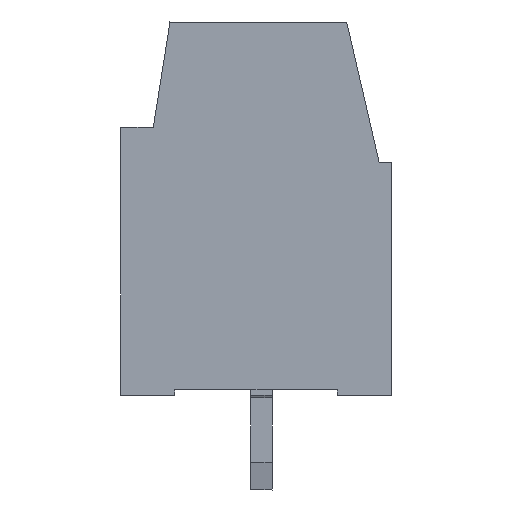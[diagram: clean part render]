
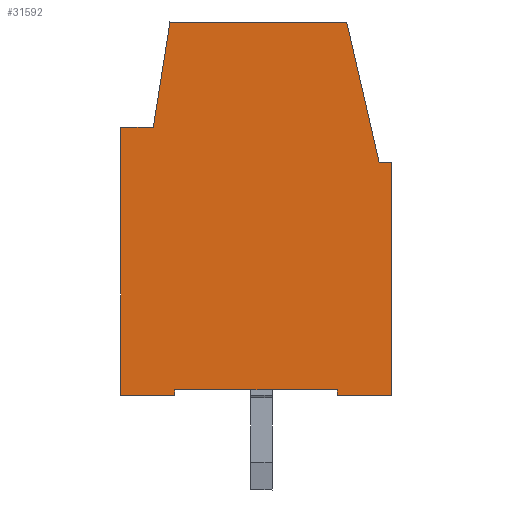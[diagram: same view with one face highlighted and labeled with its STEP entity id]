
A CAD part, left-side view. The second image highlights one B-rep face of the part: STEP entity #31592.
In plain terms, the highlighted planar face has unit normal (-1, 0, 0).
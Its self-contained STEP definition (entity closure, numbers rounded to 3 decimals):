
#31500=AXIS2_PLACEMENT_3D('Plane Axis2P3D',#31497,#31498,#31499) ;
#31108=CARTESIAN_POINT('Vertex',(0.,0.,12.101)) ;
#31111=CARTESIAN_POINT('Line Origine',(0.,0.,7.8)) ;
#31115=CARTESIAN_POINT('Vertex',(0.,0.,3.5)) ;
#31481=CARTESIAN_POINT('Vertex',(0.,0.445,12.1)) ;
#31484=CARTESIAN_POINT('Line Origine',(0.,0.223,12.1)) ;
#31497=CARTESIAN_POINT('Axis2P3D Location',(0.,3.449,14.)) ;
#31502=CARTESIAN_POINT('Line Origine',(0.,1.027,14.623)) ;
#31506=CARTESIAN_POINT('Vertex',(0.,1.609,17.145)) ;
#31509=CARTESIAN_POINT('Line Origine',(0.,1.627,17.223)) ;
#31513=CARTESIAN_POINT('Vertex',(0.,1.645,17.3)) ;
#31516=CARTESIAN_POINT('Line Origine',(0.,4.913,17.3)) ;
#31520=CARTESIAN_POINT('Vertex',(0.,8.181,17.301)) ;
#31523=CARTESIAN_POINT('Line Origine',(0.,8.49,15.351)) ;
#31527=CARTESIAN_POINT('Vertex',(0.,8.799,13.401)) ;
#31530=CARTESIAN_POINT('Line Origine',(0.,9.399,13.401)) ;
#31534=CARTESIAN_POINT('Vertex',(0.,9.999,13.401)) ;
#31537=CARTESIAN_POINT('Line Origine',(0.,10.,8.451)) ;
#31541=CARTESIAN_POINT('Vertex',(0.,10.,3.501)) ;
#31544=CARTESIAN_POINT('Line Origine',(0.,9.,3.501)) ;
#31548=CARTESIAN_POINT('Vertex',(0.,8.,3.501)) ;
#31551=CARTESIAN_POINT('Line Origine',(0.,8.,3.601)) ;
#31555=CARTESIAN_POINT('Vertex',(0.,8.,3.701)) ;
#31558=CARTESIAN_POINT('Line Origine',(0.,5.,3.7)) ;
#31562=CARTESIAN_POINT('Vertex',(0.,2.,3.7)) ;
#31565=CARTESIAN_POINT('Line Origine',(0.,2.,3.6)) ;
#31569=CARTESIAN_POINT('Vertex',(0.,2.,3.5)) ;
#31572=CARTESIAN_POINT('Line Origine',(0.,1.,3.5)) ;
#31112=DIRECTION('Vector Direction',(0.,0.,1.)) ;
#31485=DIRECTION('Vector Direction',(0.,-1.,0.001)) ;
#31498=DIRECTION('Axis2P3D Direction',(1.,0.,0.)) ;
#31499=DIRECTION('Axis2P3D XDirection',(0.,1.,0.)) ;
#31503=DIRECTION('Vector Direction',(0.,0.225,0.974)) ;
#31510=DIRECTION('Vector Direction',(0.,0.225,0.974)) ;
#31517=DIRECTION('Vector Direction',(0.,-1.,0.)) ;
#31524=DIRECTION('Vector Direction',(0.,0.157,-0.988)) ;
#31531=DIRECTION('Vector Direction',(0.,-1.,0.)) ;
#31538=DIRECTION('Vector Direction',(0.,0.,-1.)) ;
#31545=DIRECTION('Vector Direction',(0.,-1.,0.)) ;
#31552=DIRECTION('Vector Direction',(0.,0.,1.)) ;
#31559=DIRECTION('Vector Direction',(0.,-1.,0.)) ;
#31566=DIRECTION('Vector Direction',(0.,0.,-1.)) ;
#31573=DIRECTION('Vector Direction',(0.,-1.,0.)) ;
#31113=VECTOR('Line Direction',#31112,1.) ;
#31486=VECTOR('Line Direction',#31485,1.) ;
#31504=VECTOR('Line Direction',#31503,1.) ;
#31511=VECTOR('Line Direction',#31510,1.) ;
#31518=VECTOR('Line Direction',#31517,1.) ;
#31525=VECTOR('Line Direction',#31524,1.) ;
#31532=VECTOR('Line Direction',#31531,1.) ;
#31539=VECTOR('Line Direction',#31538,1.) ;
#31546=VECTOR('Line Direction',#31545,1.) ;
#31553=VECTOR('Line Direction',#31552,1.) ;
#31560=VECTOR('Line Direction',#31559,1.) ;
#31567=VECTOR('Line Direction',#31566,1.) ;
#31574=VECTOR('Line Direction',#31573,1.) ;
#31578=ORIENTED_EDGE('',*,*,#31117,.T.) ;
#31579=ORIENTED_EDGE('',*,*,#31488,.F.) ;
#31580=ORIENTED_EDGE('',*,*,#31508,.T.) ;
#31581=ORIENTED_EDGE('',*,*,#31515,.T.) ;
#31582=ORIENTED_EDGE('',*,*,#31522,.F.) ;
#31583=ORIENTED_EDGE('',*,*,#31529,.T.) ;
#31584=ORIENTED_EDGE('',*,*,#31536,.F.) ;
#31585=ORIENTED_EDGE('',*,*,#31543,.T.) ;
#31586=ORIENTED_EDGE('',*,*,#31550,.T.) ;
#31587=ORIENTED_EDGE('',*,*,#31557,.T.) ;
#31588=ORIENTED_EDGE('',*,*,#31564,.T.) ;
#31589=ORIENTED_EDGE('',*,*,#31571,.T.) ;
#31590=ORIENTED_EDGE('',*,*,#31576,.T.) ;
#31592=ADVANCED_FACE('COVER',(#31591),#31501,.F.) ;
#31117=EDGE_CURVE('',#31116,#31109,#31114,.T.) ;
#31488=EDGE_CURVE('',#31482,#31109,#31487,.T.) ;
#31508=EDGE_CURVE('',#31482,#31507,#31505,.T.) ;
#31515=EDGE_CURVE('',#31507,#31514,#31512,.T.) ;
#31522=EDGE_CURVE('',#31521,#31514,#31519,.T.) ;
#31529=EDGE_CURVE('',#31521,#31528,#31526,.T.) ;
#31536=EDGE_CURVE('',#31535,#31528,#31533,.T.) ;
#31543=EDGE_CURVE('',#31535,#31542,#31540,.T.) ;
#31550=EDGE_CURVE('',#31542,#31549,#31547,.T.) ;
#31557=EDGE_CURVE('',#31549,#31556,#31554,.T.) ;
#31564=EDGE_CURVE('',#31556,#31563,#31561,.T.) ;
#31571=EDGE_CURVE('',#31563,#31570,#31568,.T.) ;
#31576=EDGE_CURVE('',#31570,#31116,#31575,.T.) ;
#31577=EDGE_LOOP('',(#31578,#31579,#31580,#31581,#31582,#31583,#31584,#31585,#31586,#31587,#31588,#31589,#31590)) ;
#31591=FACE_OUTER_BOUND('',#31577,.T.) ;
#31114=LINE('Line',#31111,#31113) ;
#31487=LINE('Line',#31484,#31486) ;
#31505=LINE('Line',#31502,#31504) ;
#31512=LINE('Line',#31509,#31511) ;
#31519=LINE('Line',#31516,#31518) ;
#31526=LINE('Line',#31523,#31525) ;
#31533=LINE('Line',#31530,#31532) ;
#31540=LINE('Line',#31537,#31539) ;
#31547=LINE('Line',#31544,#31546) ;
#31554=LINE('Line',#31551,#31553) ;
#31561=LINE('Line',#31558,#31560) ;
#31568=LINE('Line',#31565,#31567) ;
#31575=LINE('Line',#31572,#31574) ;
#31501=PLANE('',#31500) ;
#31109=VERTEX_POINT('',#31108) ;
#31116=VERTEX_POINT('',#31115) ;
#31482=VERTEX_POINT('',#31481) ;
#31507=VERTEX_POINT('',#31506) ;
#31514=VERTEX_POINT('',#31513) ;
#31521=VERTEX_POINT('',#31520) ;
#31528=VERTEX_POINT('',#31527) ;
#31535=VERTEX_POINT('',#31534) ;
#31542=VERTEX_POINT('',#31541) ;
#31549=VERTEX_POINT('',#31548) ;
#31556=VERTEX_POINT('',#31555) ;
#31563=VERTEX_POINT('',#31562) ;
#31570=VERTEX_POINT('',#31569) ;
